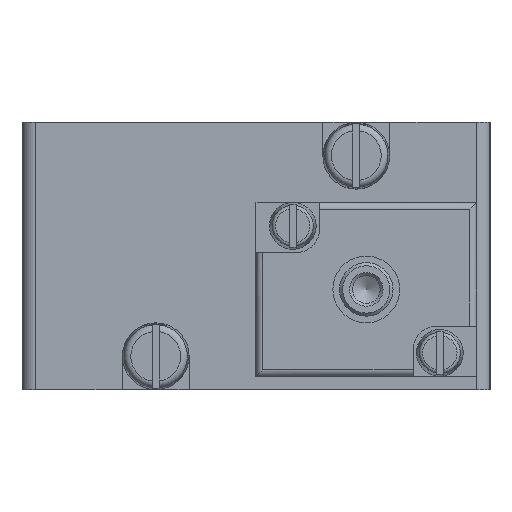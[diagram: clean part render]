
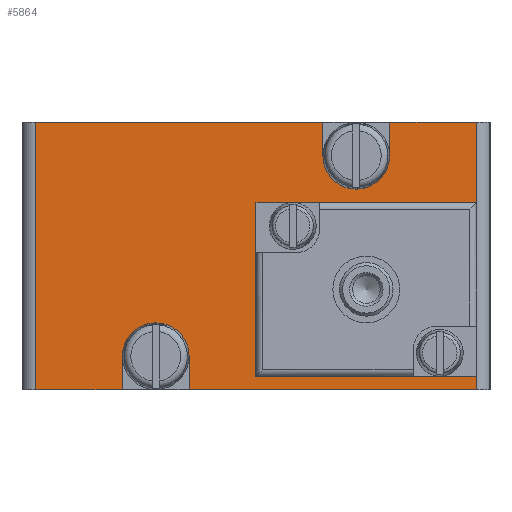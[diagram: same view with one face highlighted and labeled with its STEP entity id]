
A CAD part, left-side view. The second image highlights one B-rep face of the part: STEP entity #5864.
In plain terms, the highlighted planar face has unit normal (-1, 0, 0).
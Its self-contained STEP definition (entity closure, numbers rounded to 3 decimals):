
#187=LINE('',#9025,#649);
#198=LINE('',#9054,#660);
#202=LINE('',#9060,#664);
#250=LINE('',#9185,#712);
#251=LINE('',#9187,#713);
#252=LINE('',#9189,#714);
#253=LINE('',#9193,#715);
#254=LINE('',#9195,#716);
#255=LINE('',#9197,#717);
#256=LINE('',#9199,#718);
#257=LINE('',#9201,#719);
#258=LINE('',#9205,#720);
#259=LINE('',#9207,#721);
#260=LINE('',#9209,#722);
#649=VECTOR('',#7029,1000.);
#660=VECTOR('',#7056,1000.);
#664=VECTOR('',#7062,1000.);
#712=VECTOR('',#7170,1000.);
#713=VECTOR('',#7171,1000.);
#714=VECTOR('',#7172,1000.);
#715=VECTOR('',#7175,1000.);
#716=VECTOR('',#7176,1000.);
#717=VECTOR('',#7177,1000.);
#718=VECTOR('',#7178,1000.);
#719=VECTOR('',#7179,1000.);
#720=VECTOR('',#7182,1000.);
#721=VECTOR('',#7183,1000.);
#722=VECTOR('',#7184,1000.);
#1106=PLANE('',#6291);
#1575=ORIENTED_EDGE('',*,*,#3189,.T.);
#1576=ORIENTED_EDGE('',*,*,#3258,.F.);
#1577=ORIENTED_EDGE('',*,*,#3259,.F.);
#1578=ORIENTED_EDGE('',*,*,#3260,.F.);
#1579=ORIENTED_EDGE('',*,*,#3261,.F.);
#1580=ORIENTED_EDGE('',*,*,#3262,.F.);
#1581=ORIENTED_EDGE('',*,*,#3263,.F.);
#1582=ORIENTED_EDGE('',*,*,#3264,.T.);
#1583=ORIENTED_EDGE('',*,*,#3265,.T.);
#1584=ORIENTED_EDGE('',*,*,#3266,.F.);
#1585=ORIENTED_EDGE('',*,*,#3267,.F.);
#1586=ORIENTED_EDGE('',*,*,#3268,.F.);
#1587=ORIENTED_EDGE('',*,*,#3269,.T.);
#1588=ORIENTED_EDGE('',*,*,#3270,.F.);
#1589=ORIENTED_EDGE('',*,*,#3193,.F.);
#1590=ORIENTED_EDGE('',*,*,#3174,.F.);
#3174=EDGE_CURVE('',#4023,#4024,#187,.T.);
#3189=EDGE_CURVE('',#4023,#4029,#198,.T.);
#3193=EDGE_CURVE('',#4024,#4028,#202,.T.);
#3258=EDGE_CURVE('',#4082,#4029,#250,.T.);
#3259=EDGE_CURVE('',#4083,#4082,#251,.T.);
#3260=EDGE_CURVE('',#4084,#4083,#252,.T.);
#3261=EDGE_CURVE('',#4085,#4084,#4601,.F.);
#3262=EDGE_CURVE('',#4086,#4085,#253,.T.);
#3263=EDGE_CURVE('',#4087,#4086,#254,.T.);
#3264=EDGE_CURVE('',#4087,#4088,#255,.T.);
#3265=EDGE_CURVE('',#4088,#4089,#256,.T.);
#3266=EDGE_CURVE('',#4090,#4089,#257,.T.);
#3267=EDGE_CURVE('',#4091,#4090,#4602,.F.);
#3268=EDGE_CURVE('',#4092,#4091,#258,.T.);
#3269=EDGE_CURVE('',#4092,#4093,#259,.T.);
#3270=EDGE_CURVE('',#4028,#4093,#260,.T.);
#4023=VERTEX_POINT('',#9024);
#4024=VERTEX_POINT('',#9026);
#4028=VERTEX_POINT('',#9035);
#4029=VERTEX_POINT('',#9037);
#4082=VERTEX_POINT('',#9186);
#4083=VERTEX_POINT('',#9188);
#4084=VERTEX_POINT('',#9190);
#4085=VERTEX_POINT('',#9192);
#4086=VERTEX_POINT('',#9194);
#4087=VERTEX_POINT('',#9196);
#4088=VERTEX_POINT('',#9198);
#4089=VERTEX_POINT('',#9200);
#4090=VERTEX_POINT('',#9202);
#4091=VERTEX_POINT('',#9204);
#4092=VERTEX_POINT('',#9206);
#4093=VERTEX_POINT('',#9208);
#4601=CIRCLE('',#6292,5.);
#4602=CIRCLE('',#6293,5.);
#4927=EDGE_LOOP('',(#1575,#1576,#1577,#1578,#1579,#1580,#1581,#1582,#1583,
#1584,#1585,#1586,#1587,#1588,#1589,#1590));
#5383=FACE_BOUND('',#4927,.T.);
#5864=ADVANCED_FACE('',(#5383),#1106,.F.);
#6291=AXIS2_PLACEMENT_3D('',#9184,#7168,#7169);
#6292=AXIS2_PLACEMENT_3D('',#9191,#7173,#7174);
#6293=AXIS2_PLACEMENT_3D('',#9203,#7180,#7181);
#7029=DIRECTION('',(0.,0.,-1.));
#7056=DIRECTION('',(0.,-1.,0.));
#7062=DIRECTION('',(0.,-1.,0.));
#7168=DIRECTION('',(1.,0.,0.));
#7169=DIRECTION('',(0.,0.,-1.));
#7170=DIRECTION('',(0.,0.,-1.));
#7171=DIRECTION('',(0.,-1.,0.));
#7172=DIRECTION('',(0.,0.,1.));
#7173=DIRECTION('',(1.,0.,0.));
#7174=DIRECTION('',(0.,0.,-1.));
#7175=DIRECTION('',(0.,0.,-1.));
#7176=DIRECTION('',(0.,-1.,0.));
#7177=DIRECTION('',(0.,0.,-1.));
#7178=DIRECTION('',(0.,-1.,0.));
#7179=DIRECTION('',(0.,0.,-1.));
#7180=DIRECTION('',(1.,0.,0.));
#7181=DIRECTION('',(0.,0.,-1.));
#7182=DIRECTION('',(0.,0.,1.));
#7183=DIRECTION('',(0.,-1.,0.));
#7184=DIRECTION('',(0.,0.,-1.));
#9024=CARTESIAN_POINT('',(-61.5,35.,8.));
#9025=CARTESIAN_POINT('',(-61.5,35.,8.));
#9026=CARTESIAN_POINT('',(-61.5,35.,-18.));
#9035=CARTESIAN_POINT('',(-61.5,2.,-18.));
#9037=CARTESIAN_POINT('',(-61.5,2.,8.));
#9054=CARTESIAN_POINT('',(-61.5,35.,8.));
#9060=CARTESIAN_POINT('',(-61.5,35.,-18.));
#9184=CARTESIAN_POINT('',(-61.5,70.,-20.));
#9185=CARTESIAN_POINT('',(-61.5,2.,20.));
#9186=CARTESIAN_POINT('',(-61.5,2.,20.));
#9187=CARTESIAN_POINT('',(-61.5,70.,20.));
#9188=CARTESIAN_POINT('',(-61.5,15.,20.));
#9189=CARTESIAN_POINT('',(-61.5,15.,-20.));
#9190=CARTESIAN_POINT('',(-61.5,15.,15.));
#9191=CARTESIAN_POINT('',(-61.5,20.,15.));
#9192=CARTESIAN_POINT('',(-61.5,25.,15.));
#9193=CARTESIAN_POINT('',(-61.5,25.,-20.));
#9194=CARTESIAN_POINT('',(-61.5,25.,20.));
#9195=CARTESIAN_POINT('',(-61.5,70.,20.));
#9196=CARTESIAN_POINT('',(-61.5,68.,20.));
#9197=CARTESIAN_POINT('',(-61.5,68.,20.));
#9198=CARTESIAN_POINT('',(-61.5,68.,-20.));
#9199=CARTESIAN_POINT('',(-61.5,70.,-20.));
#9200=CARTESIAN_POINT('',(-61.5,55.,-20.));
#9201=CARTESIAN_POINT('',(-61.5,55.,-20.));
#9202=CARTESIAN_POINT('',(-61.5,55.,-15.));
#9203=CARTESIAN_POINT('',(-61.5,50.,-15.));
#9204=CARTESIAN_POINT('',(-61.5,45.,-15.));
#9205=CARTESIAN_POINT('',(-61.5,45.,-20.));
#9206=CARTESIAN_POINT('',(-61.5,45.,-20.));
#9207=CARTESIAN_POINT('',(-61.5,70.,-20.));
#9208=CARTESIAN_POINT('',(-61.5,2.,-20.));
#9209=CARTESIAN_POINT('',(-61.5,2.,20.));
